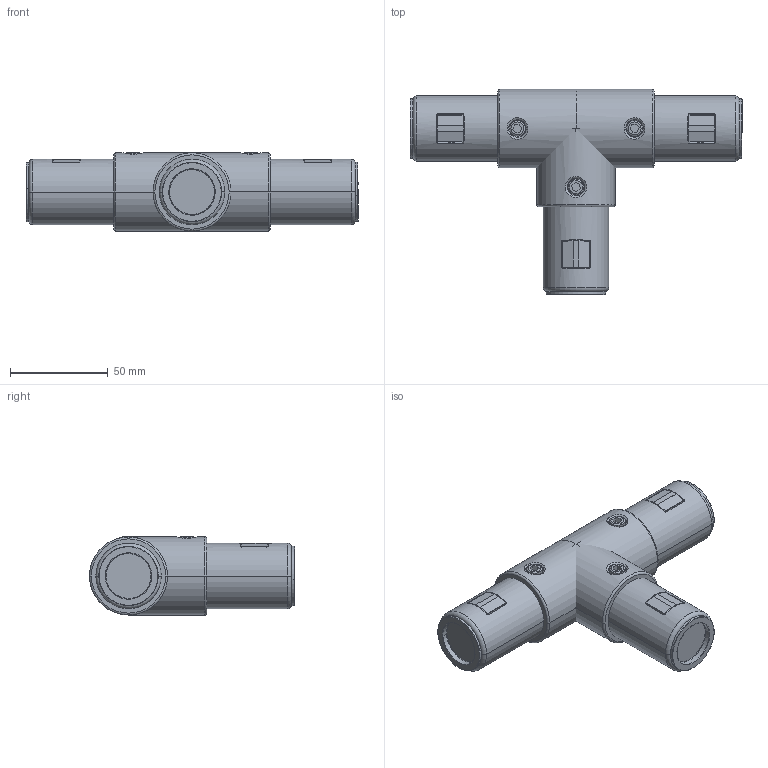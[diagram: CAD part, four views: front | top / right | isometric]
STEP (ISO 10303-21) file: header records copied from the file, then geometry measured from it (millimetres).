
FILE_DESCRIPTION (( 'STEP AP214' ), '1' );
FILE_NAME ('SNSK.17.00.44. T-Êîííåêòîð 45 ãðàä. (Ïðàâûé).V44.STEP', '2017-06-01T13:47:25', ( '' ), ( '' ), 'SwSTEP 2.0', 'SolidWorks 2016', '' );
FILE_SCHEMA (( 'AUTOMOTIVE_DESIGN' ));
Length unit declared in the file: millimetre
Products named in the file (5): SNSK.17.00.44. T-Êîííåêòîð 45 ãðàä. (Ïðàâûé).V44; SNSK.17.00.01.婰膲僗闉.V44; socket set screw cone point_din_DIN 914 - M8 x 12-N; SNSK.17.00.02. 暑眄弪铕.V44_撫狅 啷ъ; SNSK.17.00.00. Çàêëóøêà äëÿ êîííåêòîðîâ ëåñòíè÷íûå ñèñòåìûV44
Assembly tree (10 placements, depth 2):
  SNSK.17.00.44. T-Êîííåêòîð 45 ãðàä. (Ïðàâûé).V44
    SNSK.17.00.02. 暑眄弪铕.V44_撫狅 啷ъ
    SNSK.17.00.00. Çàêëóøêà äëÿ êîííåêòîðîâ ëåñòíè÷íûå ñèñòåìûV44  x3
    SNSK.17.00.01.婰膲僗闉.V44  x3
    socket set screw cone point_din_DIN 914 - M8 x 12-N  x3
Bounding box: 170 x 105 x 40 mm (x, y, z)
Volume: 222963.2 mm3; surface area: 62581.2 mm2
Topology: 12 solids, 12 shells, 586 faces, 1311 edges, 693 vertices
Faces by surface type: cylinder 225, plane 131, sphere 89, torus 81, bspline 48, cone 12
Entity records: 11982 total; most frequent: CARTESIAN_POINT 6295, DIRECTION 1205, ORIENTED_EDGE 1074, EDGE_CURVE 537, AXIS2_PLACEMENT_3D 504, VERTEX_POINT 311, EDGE_LOOP 274, CIRCLE 261
